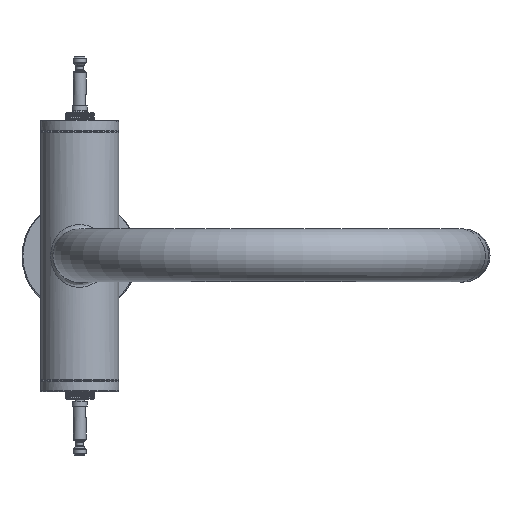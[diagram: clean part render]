
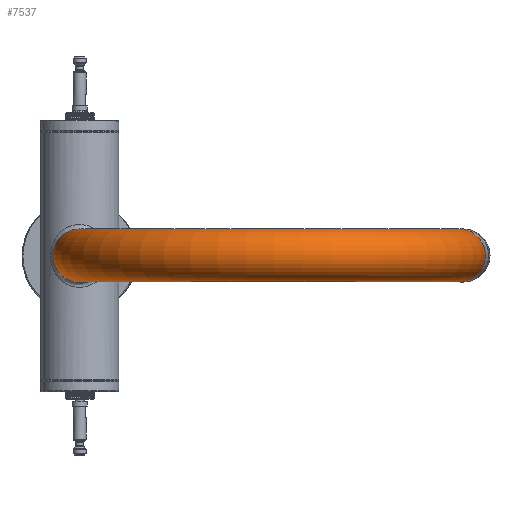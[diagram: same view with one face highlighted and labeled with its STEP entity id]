
A CAD part, top view. The second image highlights one B-rep face of the part: STEP entity #7537.
In plain terms, the highlighted toroidal (fillet/blend) face has major radius 82.5 mm and minor radius 11.5 mm.
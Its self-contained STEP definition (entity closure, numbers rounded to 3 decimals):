
#1206=CIRCLE('',#8030,11.5);
#1209=CIRCLE('',#8036,11.5);
#1393=TOROIDAL_SURFACE('',#8037,82.5,11.5);
#1454=ORIENTED_EDGE('',*,*,#3434,.T.);
#1455=ORIENTED_EDGE('',*,*,#3430,.T.);
#3430=EDGE_CURVE('',#4776,#4776,#1206,.T.);
#3434=EDGE_CURVE('',#4780,#4780,#1209,.T.);
#4776=VERTEX_POINT('',#13127);
#4780=VERTEX_POINT('',#13156);
#6497=EDGE_LOOP('',(#1454));
#6498=EDGE_LOOP('',(#1455));
#6941=FACE_BOUND('',#6497,.T.);
#6942=FACE_BOUND('',#6498,.T.);
#7537=ADVANCED_FACE('',(#6941,#6942),#1393,.T.);
#8030=AXIS2_PLACEMENT_3D('',#13126,#8627,#8628);
#8036=AXIS2_PLACEMENT_3D('',#13155,#8639,#8640);
#8037=AXIS2_PLACEMENT_3D('',#13157,#8641,#8642);
#8627=DIRECTION('',(0.,0.,1.));
#8628=DIRECTION('',(0.,1.,0.));
#8639=DIRECTION('',(-0.122,0.,0.993));
#8640=DIRECTION('',(0.993,0.,0.122));
#8641=DIRECTION('',(0.,1.,0.));
#8642=DIRECTION('',(0.,0.,-1.));
#13126=CARTESIAN_POINT('',(0.,0.,208.764));
#13127=CARTESIAN_POINT('',(0.,11.5,208.764));
#13155=CARTESIAN_POINT('',(164.385,0.,218.818));
#13156=CARTESIAN_POINT('',(175.799,0.,220.22));
#13157=CARTESIAN_POINT('',(82.5,0.,208.764));
